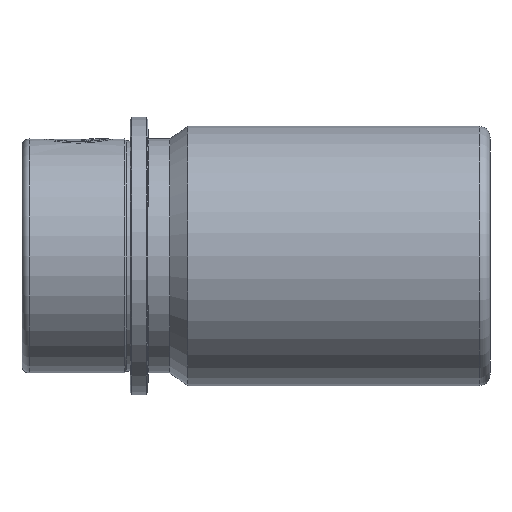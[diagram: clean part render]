
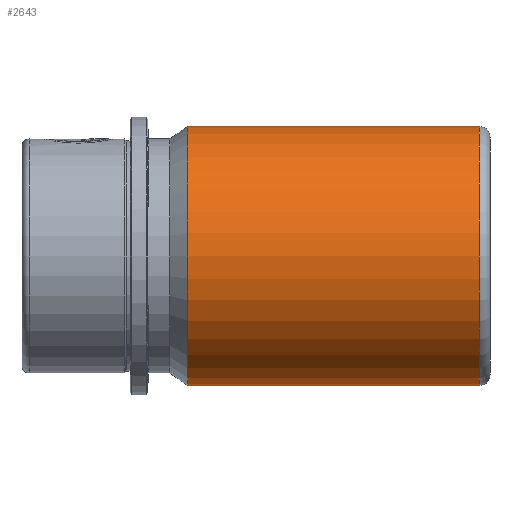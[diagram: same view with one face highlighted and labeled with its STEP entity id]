
A CAD part, left-side view. The second image highlights one B-rep face of the part: STEP entity #2643.
In plain terms, the highlighted cylindrical face has radius 36 mm (diameter 72 mm), a partial arc.
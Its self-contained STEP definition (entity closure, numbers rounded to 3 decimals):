
#156 = DIRECTION ( 'NONE',  ( 0., 0., -1. ) ) ;
#380 = CARTESIAN_POINT ( 'NONE',  ( -4., 0., -36. ) ) ;
#410 = CYLINDRICAL_SURFACE ( 'NONE', #2370, 36. ) ;
#492 = AXIS2_PLACEMENT_3D ( 'NONE', #1886, #704, #1937 ) ;
#608 = DIRECTION ( 'NONE',  ( 0., -1., 0. ) ) ;
#704 = DIRECTION ( 'NONE',  ( 0., -1., 0. ) ) ;
#862 = CARTESIAN_POINT ( 'NONE',  ( -4., 0., 0. ) ) ;
#863 = CARTESIAN_POINT ( 'NONE',  ( -4., -65.308, 0. ) ) ;
#871 = DIRECTION ( 'NONE',  ( 0., -1., 0. ) ) ;
#876 = VECTOR ( 'NONE', #608, 1000. ) ;
#950 = CARTESIAN_POINT ( 'NONE',  ( -4., -65.308, 36. ) ) ;
#956 = EDGE_LOOP ( 'NONE', ( #1985, #1058, #2157, #2911 ) ) ;
#987 = EDGE_CURVE ( 'NONE', #2755, #1454, #2225, .T. ) ;
#1058 = ORIENTED_EDGE ( 'NONE', *, *, #1377, .T. ) ;
#1192 = CARTESIAN_POINT ( 'NONE',  ( -4., 15.694, 36. ) ) ;
#1249 = EDGE_CURVE ( 'NONE', #1454, #1261, #2474, .T. ) ;
#1261 = VERTEX_POINT ( 'NONE', #2350 ) ;
#1343 = VECTOR ( 'NONE', #2161, 1000. ) ;
#1377 = EDGE_CURVE ( 'NONE', #2755, #3160, #2417, .T. ) ;
#1383 = DIRECTION ( 'NONE',  ( 0., 0., -1. ) ) ;
#1386 = DIRECTION ( 'NONE',  ( 0., -1., 0. ) ) ;
#1454 = VERTEX_POINT ( 'NONE', #950 ) ;
#1680 = CARTESIAN_POINT ( 'NONE',  ( -4., 0., 36. ) ) ;
#1886 = CARTESIAN_POINT ( 'NONE',  ( -4., 15.694, 0. ) ) ;
#1937 = DIRECTION ( 'NONE',  ( 0., 0., -1. ) ) ;
#1985 = ORIENTED_EDGE ( 'NONE', *, *, #987, .F. ) ;
#2022 = LINE ( 'NONE', #380, #876 ) ;
#2157 = ORIENTED_EDGE ( 'NONE', *, *, #2847, .T. ) ;
#2161 = DIRECTION ( 'NONE',  ( 0., -1., 0. ) ) ;
#2209 = AXIS2_PLACEMENT_3D ( 'NONE', #863, #1386, #156 ) ;
#2225 = LINE ( 'NONE', #1680, #1343 ) ;
#2350 = CARTESIAN_POINT ( 'NONE',  ( -4., -65.308, -36. ) ) ;
#2370 = AXIS2_PLACEMENT_3D ( 'NONE', #862, #871, #1383 ) ;
#2417 = CIRCLE ( 'NONE', #492, 36. ) ;
#2474 = CIRCLE ( 'NONE', #2209, 36. ) ;
#2643 = ADVANCED_FACE ( 'NONE', ( #2827 ), #410, .T. ) ;
#2755 = VERTEX_POINT ( 'NONE', #1192 ) ;
#2827 = FACE_OUTER_BOUND ( 'NONE', #956, .T. ) ;
#2847 = EDGE_CURVE ( 'NONE', #3160, #1261, #2022, .T. ) ;
#2911 = ORIENTED_EDGE ( 'NONE', *, *, #1249, .F. ) ;
#2938 = CARTESIAN_POINT ( 'NONE',  ( -4., 15.694, -36. ) ) ;
#3160 = VERTEX_POINT ( 'NONE', #2938 ) ;
